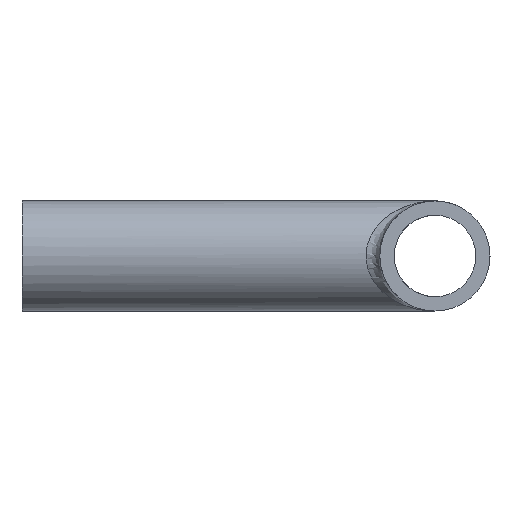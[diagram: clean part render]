
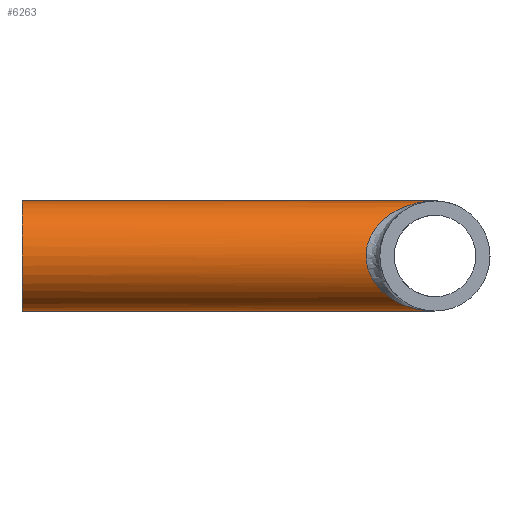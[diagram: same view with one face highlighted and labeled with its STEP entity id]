
A CAD part, left-side view. The second image highlights one B-rep face of the part: STEP entity #6263.
In plain terms, the highlighted cylindrical face has radius 6.35 mm (diameter 12.7 mm), a full revolution.
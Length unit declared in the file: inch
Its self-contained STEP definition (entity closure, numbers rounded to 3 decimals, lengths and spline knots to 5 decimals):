
#79=ELLIPSE('',#6610,0.4002,0.25);
#80=ELLIPSE('',#6611,0.4002,0.25);
#123=FACE_BOUND('',#1159,.T.);
#778=FACE_OUTER_BOUND('',#1158,.T.);
#1158=EDGE_LOOP('',(#5848,#5849));
#1159=EDGE_LOOP('',(#5850));
#2140=CIRCLE('',#6620,0.25);
#3071=VERTEX_POINT('',#13705);
#3072=VERTEX_POINT('',#13706);
#3080=VERTEX_POINT('',#13835);
#4000=EDGE_CURVE('',#3072,#3071,#79,.T.);
#4001=EDGE_CURVE('',#3071,#3072,#80,.T.);
#4007=EDGE_CURVE('',#3080,#3080,#2140,.T.);
#5848=ORIENTED_EDGE('',*,*,#4001,.F.);
#5849=ORIENTED_EDGE('',*,*,#4000,.F.);
#5850=ORIENTED_EDGE('',*,*,#4007,.T.);
#5896=CYLINDRICAL_SURFACE('',#6619,0.25);
#6263=ADVANCED_FACE('',(#778,#123),#5896,.T.);
#6610=AXIS2_PLACEMENT_3D('',#13770,#7742,#7743);
#6611=AXIS2_PLACEMENT_3D('',#13821,#7744,#7745);
#6619=AXIS2_PLACEMENT_3D('',#13834,#7760,#7761);
#6620=AXIS2_PLACEMENT_3D('',#13836,#7762,#7763);
#7742=DIRECTION('center_axis',(-0.781,-0.625,0.));
#7743=DIRECTION('ref_axis',(-0.625,0.781,0.));
#7744=DIRECTION('center_axis',(0.781,-0.625,0.));
#7745=DIRECTION('ref_axis',(0.625,0.781,0.));
#7760=DIRECTION('center_axis',(0.,-1.,0.));
#7761=DIRECTION('ref_axis',(1.,0.,0.));
#7762=DIRECTION('center_axis',(0.,-1.,0.));
#7763=DIRECTION('ref_axis',(1.,0.,0.));
#13705=CARTESIAN_POINT('',(0.,0.,-0.25));
#13706=CARTESIAN_POINT('',(0.,0.,0.25));
#13770=CARTESIAN_POINT('Origin',(0.,0.,0.));
#13821=CARTESIAN_POINT('Origin',(0.,0.,0.));
#13834=CARTESIAN_POINT('Origin',(0.,1.875,0.));
#13835=CARTESIAN_POINT('',(-0.25,1.875,0.));
#13836=CARTESIAN_POINT('Origin',(0.,1.875,0.));
